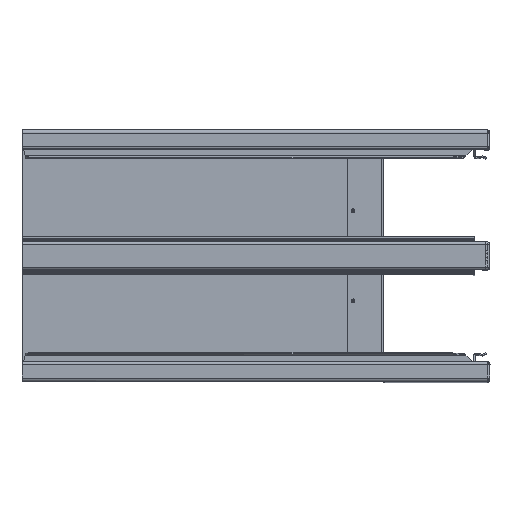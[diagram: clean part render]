
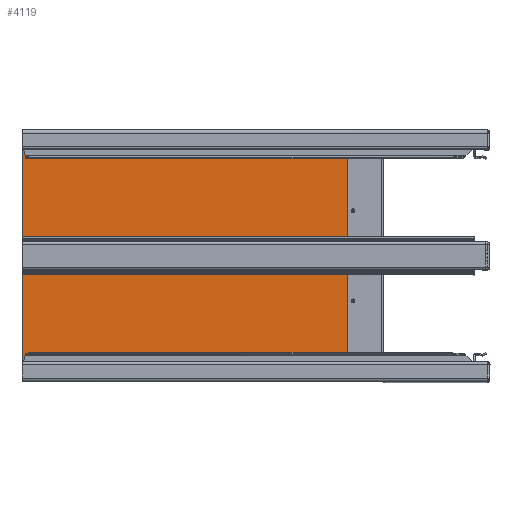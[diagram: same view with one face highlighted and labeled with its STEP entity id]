
A CAD part, top view. The second image highlights one B-rep face of the part: STEP entity #4119.
In plain terms, the highlighted planar face has unit normal (0, 0, 1).
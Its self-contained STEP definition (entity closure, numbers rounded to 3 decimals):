
#54 = VERTEX_POINT ( 'NONE', #4256 ) ;
#592 = DIRECTION ( 'NONE',  ( -1., 0., 0. ) ) ;
#1197 = DIRECTION ( 'NONE',  ( -1., 0., 0. ) ) ;
#1284 = VERTEX_POINT ( 'NONE', #14962 ) ;
#1676 = FACE_BOUND ( 'NONE', #13604, .T. ) ;
#1868 = CARTESIAN_POINT ( 'NONE',  ( -299.525, 102., -87.975 ) ) ;
#1919 = ORIENTED_EDGE ( 'NONE', *, *, #4503, .T. ) ;
#2100 = CARTESIAN_POINT ( 'NONE',  ( -299.525, -102., -87.975 ) ) ;
#2352 = DIRECTION ( 'NONE',  ( 0., 0., -1. ) ) ;
#2375 = VERTEX_POINT ( 'NONE', #4905 ) ;
#2386 = CARTESIAN_POINT ( 'NONE',  ( -24., -37.5, -87.975 ) ) ;
#2475 = VERTEX_POINT ( 'NONE', #9706 ) ;
#2564 = AXIS2_PLACEMENT_3D ( 'NONE', #13364, #4493, #14851 ) ;
#2691 = ORIENTED_EDGE ( 'NONE', *, *, #6695, .T. ) ;
#2752 = EDGE_LOOP ( 'NONE', ( #10494, #6386 ) ) ;
#2768 = DIRECTION ( 'NONE',  ( 0., 0., -1. ) ) ;
#3072 = CARTESIAN_POINT ( 'NONE',  ( -24., 82.5, -87.975 ) ) ;
#3226 = EDGE_CURVE ( 'NONE', #4203, #2375, #8860, .T. ) ;
#3434 = LINE ( 'NONE', #10762, #18738 ) ;
#3439 = CARTESIAN_POINT ( 'NONE',  ( -25.265, -37.5, -87.975 ) ) ;
#3575 = DIRECTION ( 'NONE',  ( 0., 0., -1. ) ) ;
#3671 = AXIS2_PLACEMENT_3D ( 'NONE', #3072, #13417, #4542 ) ;
#3676 = EDGE_CURVE ( 'NONE', #1284, #7583, #3758, .T. ) ;
#3758 = CIRCLE ( 'NONE', #17194, 1.265 ) ;
#3856 = DIRECTION ( 'NONE',  ( -1., 0., 0. ) ) ;
#4063 = AXIS2_PLACEMENT_3D ( 'NONE', #11602, #2768, #13103 ) ;
#4075 = VECTOR ( 'NONE', #17567, 1000. ) ;
#4085 = PLANE ( 'NONE',  #12973 ) ;
#4119 = ADVANCED_FACE ( 'NONE', ( #1676, #9528, #5612, #17881, #16948 ), #4085, .F. ) ;
#4165 = CARTESIAN_POINT ( 'NONE',  ( -22.735, 37.5, -87.975 ) ) ;
#4203 = VERTEX_POINT ( 'NONE', #13195 ) ;
#4256 = CARTESIAN_POINT ( 'NONE',  ( -0.025, -102., -87.975 ) ) ;
#4288 = LINE ( 'NONE', #6601, #11702 ) ;
#4493 = DIRECTION ( 'NONE',  ( 0., 0., -1. ) ) ;
#4503 = EDGE_CURVE ( 'NONE', #2475, #17274, #8360, .T. ) ;
#4523 = LINE ( 'NONE', #8680, #4075 ) ;
#4542 = DIRECTION ( 'NONE',  ( -1., 0., 0. ) ) ;
#4650 = ORIENTED_EDGE ( 'NONE', *, *, #3226, .T. ) ;
#4905 = CARTESIAN_POINT ( 'NONE',  ( -22.735, 82.5, -87.975 ) ) ;
#5054 = EDGE_CURVE ( 'NONE', #16404, #6903, #12688, .T. ) ;
#5612 = FACE_BOUND ( 'NONE', #19221, .T. ) ;
#5671 = ORIENTED_EDGE ( 'NONE', *, *, #14503, .T. ) ;
#6202 = EDGE_CURVE ( 'NONE', #6949, #16868, #4288, .T. ) ;
#6386 = ORIENTED_EDGE ( 'NONE', *, *, #16551, .T. ) ;
#6601 = CARTESIAN_POINT ( 'NONE',  ( -299.525, -102., -87.975 ) ) ;
#6695 = EDGE_CURVE ( 'NONE', #17274, #2475, #18900, .T. ) ;
#6903 = VERTEX_POINT ( 'NONE', #12252 ) ;
#6949 = VERTEX_POINT ( 'NONE', #2100 ) ;
#7076 = CARTESIAN_POINT ( 'NONE',  ( -299.525, -102., -87.975 ) ) ;
#7141 = CARTESIAN_POINT ( 'NONE',  ( -24., 82.5, -87.975 ) ) ;
#7508 = EDGE_CURVE ( 'NONE', #6949, #54, #18635, .T. ) ;
#7583 = VERTEX_POINT ( 'NONE', #12999 ) ;
#8163 = ORIENTED_EDGE ( 'NONE', *, *, #3676, .T. ) ;
#8360 = CIRCLE ( 'NONE', #13590, 1.265 ) ;
#8402 = DIRECTION ( 'NONE',  ( 1., 0., 0. ) ) ;
#8524 = ORIENTED_EDGE ( 'NONE', *, *, #9470, .T. ) ;
#8614 = DIRECTION ( 'NONE',  ( -1., 0., 0. ) ) ;
#8680 = CARTESIAN_POINT ( 'NONE',  ( -0.025, -102., -87.975 ) ) ;
#8860 = CIRCLE ( 'NONE', #3671, 1.265 ) ;
#9295 = EDGE_LOOP ( 'NONE', ( #1919, #2691 ) ) ;
#9439 = DIRECTION ( 'NONE',  ( 0., 0., -1. ) ) ;
#9470 = EDGE_CURVE ( 'NONE', #2375, #4203, #10901, .T. ) ;
#9528 = FACE_BOUND ( 'NONE', #9295, .T. ) ;
#9706 = CARTESIAN_POINT ( 'NONE',  ( -25.265, 37.5, -87.975 ) ) ;
#9880 = AXIS2_PLACEMENT_3D ( 'NONE', #2386, #12734, #3856 ) ;
#10043 = DIRECTION ( 'NONE',  ( 0., 0., -1. ) ) ;
#10263 = VECTOR ( 'NONE', #8402, 1000. ) ;
#10494 = ORIENTED_EDGE ( 'NONE', *, *, #5054, .T. ) ;
#10762 = CARTESIAN_POINT ( 'NONE',  ( -299.525, 102., -87.975 ) ) ;
#10901 = CIRCLE ( 'NONE', #11660, 1.265 ) ;
#11200 = CARTESIAN_POINT ( 'NONE',  ( -24., -37.5, -87.975 ) ) ;
#11540 = VERTEX_POINT ( 'NONE', #15286 ) ;
#11602 = CARTESIAN_POINT ( 'NONE',  ( -24., 37.5, -87.975 ) ) ;
#11660 = AXIS2_PLACEMENT_3D ( 'NONE', #7141, #17508, #8614 ) ;
#11702 = VECTOR ( 'NONE', #15519, 1000. ) ;
#12252 = CARTESIAN_POINT ( 'NONE',  ( -22.735, -37.5, -87.975 ) ) ;
#12446 = CARTESIAN_POINT ( 'NONE',  ( -24., -82.5, -87.975 ) ) ;
#12479 = EDGE_LOOP ( 'NONE', ( #5671, #12690, #15953, #16697 ) ) ;
#12688 = CIRCLE ( 'NONE', #9880, 1.265 ) ;
#12690 = ORIENTED_EDGE ( 'NONE', *, *, #12792, .F. ) ;
#12701 = DIRECTION ( 'NONE',  ( -1., 0., 0. ) ) ;
#12734 = DIRECTION ( 'NONE',  ( 0., 0., -1. ) ) ;
#12792 = EDGE_CURVE ( 'NONE', #16868, #11540, #3434, .T. ) ;
#12973 = AXIS2_PLACEMENT_3D ( 'NONE', #7076, #10043, #1197 ) ;
#12999 = CARTESIAN_POINT ( 'NONE',  ( -22.735, -82.5, -87.975 ) ) ;
#13103 = DIRECTION ( 'NONE',  ( -1., 0., 0. ) ) ;
#13195 = CARTESIAN_POINT ( 'NONE',  ( -25.265, 82.5, -87.975 ) ) ;
#13364 = CARTESIAN_POINT ( 'NONE',  ( -24., -82.5, -87.975 ) ) ;
#13417 = DIRECTION ( 'NONE',  ( 0., 0., -1. ) ) ;
#13590 = AXIS2_PLACEMENT_3D ( 'NONE', #18314, #9439, #592 ) ;
#13604 = EDGE_LOOP ( 'NONE', ( #4650, #8524 ) ) ;
#13748 = EDGE_CURVE ( 'NONE', #7583, #1284, #15687, .T. ) ;
#13912 = DIRECTION ( 'NONE',  ( -1., 0., 0. ) ) ;
#14503 = EDGE_CURVE ( 'NONE', #54, #11540, #4523, .T. ) ;
#14736 = AXIS2_PLACEMENT_3D ( 'NONE', #11200, #2352, #12701 ) ;
#14851 = DIRECTION ( 'NONE',  ( -1., 0., 0. ) ) ;
#14962 = CARTESIAN_POINT ( 'NONE',  ( -25.265, -82.5, -87.975 ) ) ;
#15286 = CARTESIAN_POINT ( 'NONE',  ( -0.025, 102., -87.975 ) ) ;
#15519 = DIRECTION ( 'NONE',  ( 0., 1., 0. ) ) ;
#15687 = CIRCLE ( 'NONE', #2564, 1.265 ) ;
#15953 = ORIENTED_EDGE ( 'NONE', *, *, #6202, .F. ) ;
#16050 = CIRCLE ( 'NONE', #14736, 1.265 ) ;
#16404 = VERTEX_POINT ( 'NONE', #3439 ) ;
#16551 = EDGE_CURVE ( 'NONE', #6903, #16404, #16050, .T. ) ;
#16697 = ORIENTED_EDGE ( 'NONE', *, *, #7508, .T. ) ;
#16868 = VERTEX_POINT ( 'NONE', #1868 ) ;
#16948 = FACE_OUTER_BOUND ( 'NONE', #12479, .T. ) ;
#17194 = AXIS2_PLACEMENT_3D ( 'NONE', #12446, #3575, #13912 ) ;
#17274 = VERTEX_POINT ( 'NONE', #4165 ) ;
#17294 = CARTESIAN_POINT ( 'NONE',  ( -299.525, -102., -87.975 ) ) ;
#17508 = DIRECTION ( 'NONE',  ( 0., 0., -1. ) ) ;
#17567 = DIRECTION ( 'NONE',  ( 0., 1., 0. ) ) ;
#17881 = FACE_BOUND ( 'NONE', #2752, .T. ) ;
#18101 = ORIENTED_EDGE ( 'NONE', *, *, #13748, .T. ) ;
#18152 = DIRECTION ( 'NONE',  ( 1., 0., 0. ) ) ;
#18314 = CARTESIAN_POINT ( 'NONE',  ( -24., 37.5, -87.975 ) ) ;
#18635 = LINE ( 'NONE', #17294, #10263 ) ;
#18738 = VECTOR ( 'NONE', #18152, 1000. ) ;
#18900 = CIRCLE ( 'NONE', #4063, 1.265 ) ;
#19221 = EDGE_LOOP ( 'NONE', ( #8163, #18101 ) ) ;
